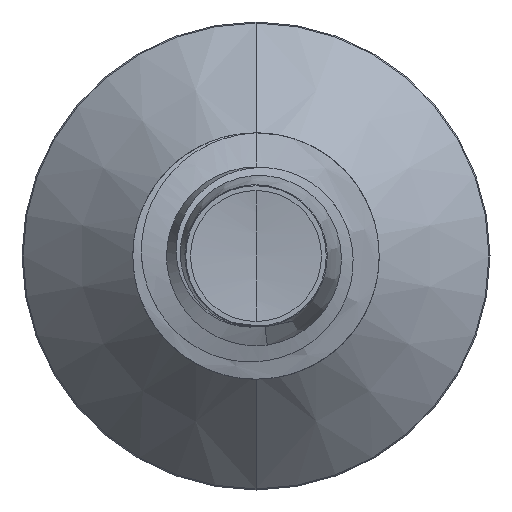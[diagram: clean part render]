
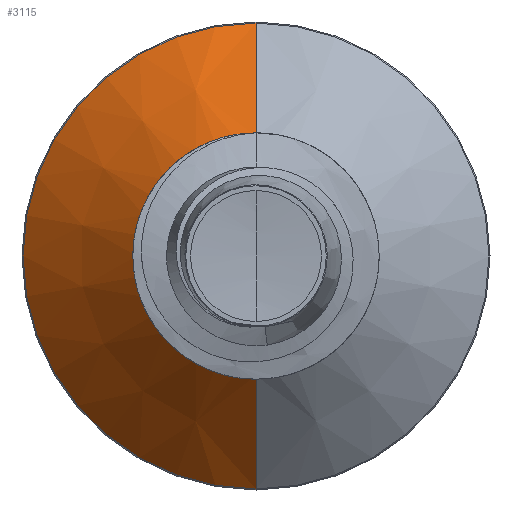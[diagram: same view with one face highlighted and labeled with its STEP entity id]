
A CAD part, front view. The second image highlights one B-rep face of the part: STEP entity #3115.
In plain terms, the highlighted conical face has half-angle 45 degrees and reference radius 0.97 mm.
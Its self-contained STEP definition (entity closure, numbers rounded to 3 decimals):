
#25 = AXIS2_PLACEMENT_3D ( 'NONE', #2129, #2070, #2135 ) ;
#302 = AXIS2_PLACEMENT_3D ( 'NONE', #8474, #8442, #8435 ) ;
#922 = DIRECTION ( 'NONE',  ( 0., 0., 1. ) ) ;
#954 = DIRECTION ( 'NONE',  ( 0., 1., 0. ) ) ;
#987 = CARTESIAN_POINT ( 'NONE',  ( 0., 6.72, 0. ) ) ;
#1108 = VERTEX_POINT ( 'NONE', #7752 ) ;
#1777 = DIRECTION ( 'NONE',  ( 0., 0.707, -0.707 ) ) ;
#1804 = CARTESIAN_POINT ( 'NONE',  ( 0., 6.72, -0.97 ) ) ;
#2070 = DIRECTION ( 'NONE',  ( 0., 1., 0. ) ) ;
#2129 = CARTESIAN_POINT ( 'NONE',  ( 0., 6.72, 0. ) ) ;
#2135 = DIRECTION ( 'NONE',  ( 0., 0., 1. ) ) ;
#2728 = EDGE_LOOP ( 'NONE', ( #6502, #10374, #15639, #7048 ) ) ;
#3115 = ADVANCED_FACE ( 'NONE', ( #14684 ), #16182, .T. ) ;
#4418 = CARTESIAN_POINT ( 'NONE',  ( 0., 6.72, 0.97 ) ) ;
#4670 = DIRECTION ( 'NONE',  ( 0., 0.707, 0.707 ) ) ;
#5905 = EDGE_CURVE ( 'NONE', #8676, #1108, #11754, .T. ) ;
#6502 = ORIENTED_EDGE ( 'NONE', *, *, #10700, .F. ) ;
#7048 = ORIENTED_EDGE ( 'NONE', *, *, #5905, .F. ) ;
#7344 = CARTESIAN_POINT ( 'NONE',  ( 0., 6.72, 0.97 ) ) ;
#7752 = CARTESIAN_POINT ( 'NONE',  ( 0., 7.641, 1.891 ) ) ;
#8370 = VERTEX_POINT ( 'NONE', #10135 ) ;
#8400 = VECTOR ( 'NONE', #1777, 1000. ) ;
#8435 = DIRECTION ( 'NONE',  ( 0., 0., 1. ) ) ;
#8442 = DIRECTION ( 'NONE',  ( 0., 1., 0. ) ) ;
#8459 = AXIS2_PLACEMENT_3D ( 'NONE', #987, #954, #922 ) ;
#8474 = CARTESIAN_POINT ( 'NONE',  ( 0., 7.641, 0. ) ) ;
#8676 = VERTEX_POINT ( 'NONE', #11136 ) ;
#9225 = LINE ( 'NONE', #4418, #14764 ) ;
#10135 = CARTESIAN_POINT ( 'NONE',  ( 0., 6.72, -0.97 ) ) ;
#10374 = ORIENTED_EDGE ( 'NONE', *, *, #10862, .T. ) ;
#10700 = EDGE_CURVE ( 'NONE', #8370, #8676, #16432, .T. ) ;
#10862 = EDGE_CURVE ( 'NONE', #8370, #13016, #13714, .T. ) ;
#11136 = CARTESIAN_POINT ( 'NONE',  ( 0., 7.641, -1.891 ) ) ;
#11754 = CIRCLE ( 'NONE', #302, 1.891 ) ;
#12052 = EDGE_CURVE ( 'NONE', #13016, #1108, #9225, .T. ) ;
#13016 = VERTEX_POINT ( 'NONE', #7344 ) ;
#13714 = CIRCLE ( 'NONE', #8459, 0.97 ) ;
#14684 = FACE_OUTER_BOUND ( 'NONE', #2728, .T. ) ;
#14764 = VECTOR ( 'NONE', #4670, 1000. ) ;
#15639 = ORIENTED_EDGE ( 'NONE', *, *, #12052, .T. ) ;
#16182 = CONICAL_SURFACE ( 'NONE', #25, 0.97, 0.785 ) ;
#16432 = LINE ( 'NONE', #1804, #8400 ) ;
